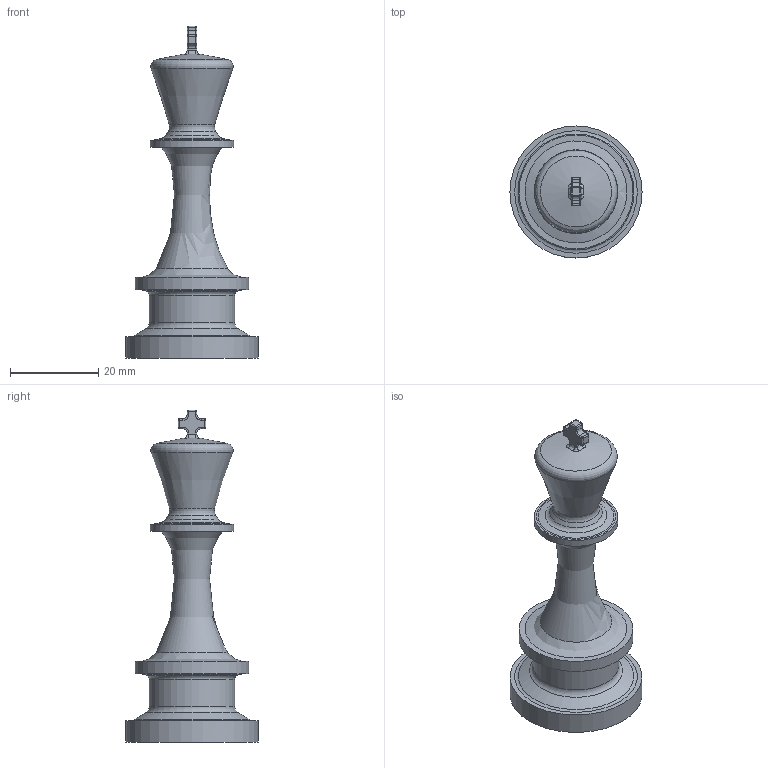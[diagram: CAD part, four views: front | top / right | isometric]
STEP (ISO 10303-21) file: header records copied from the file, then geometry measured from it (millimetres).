
FILE_DESCRIPTION(/* description */ (''),/* implementation_level */ '2;1');
FILE_NAME(/* name */ 'king.stp',/* time_stamp */ '2024-02-07T14:35:59+01:00',/* author */ (''),/* organization */ (''),/* preprocessor_version */ 'ST-DEVELOPER v18.1',/* originating_system */ 'SIEMENS PLM Software NX 1961',/* authorisation */ '');
FILE_SCHEMA (('AUTOMOTIVE_DESIGN { 1 0 10303 214 3 1 1 1 }'));
Length unit declared in the file: millimetre
Products named in the file (1): king
Bounding box: 29.95 x 29.95 x 75.33 mm (x, y, z)
Volume: 14821.6 mm3; surface area: 5352.7 mm2
Topology: 1 solids, 1 shells, 124 faces, 276 edges, 159 vertices
Faces by surface type: bspline 85, plane 19, torus 8, cone 5, cylinder 4, revolution 3
Full cylindrical faces by diameter (mm): 18.986 x1, 19.418 x1, 25.837 x1, 29.952 x1
Entity records: 6855 total; most frequent: CARTESIAN_POINT 5009, ORIENTED_EDGE 508, EDGE_CURVE 254, B_SPLINE_CURVE_WITH_KNOTS 177, VERTEX_POINT 158, EDGE_LOOP 150, DIRECTION 125, ADVANCED_FACE 124
